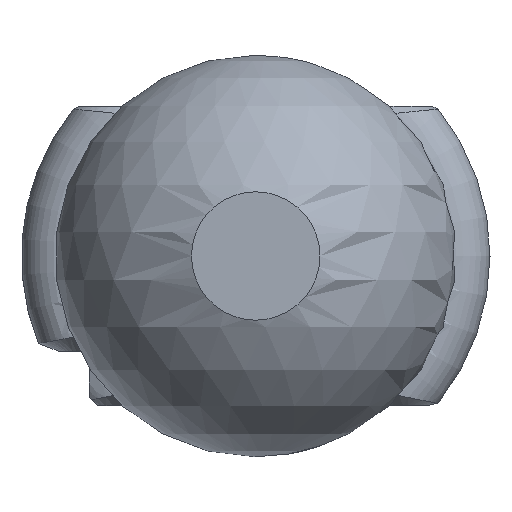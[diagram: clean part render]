
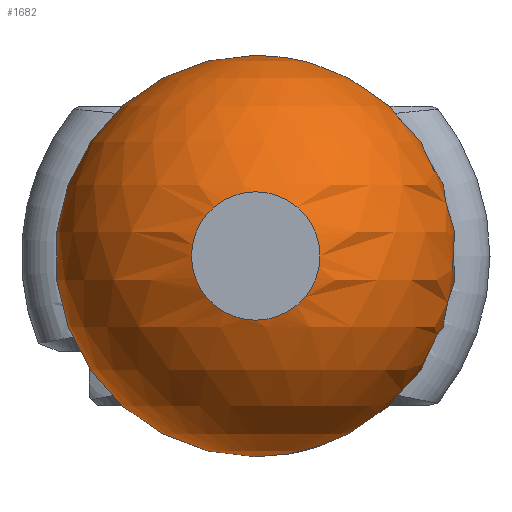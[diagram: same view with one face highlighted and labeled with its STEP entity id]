
A CAD part, left-side view. The second image highlights one B-rep face of the part: STEP entity #1682.
In plain terms, the highlighted spherical face has radius 4.763 mm.
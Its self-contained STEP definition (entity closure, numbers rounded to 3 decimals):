
#202 = FACE_OUTER_BOUND ( 'NONE', #3915, .T. ) ;
#267 = CIRCLE ( 'NONE', #3330, 1.523 ) ;
#271 = DIRECTION ( 'NONE',  ( -1., 0., 0. ) ) ;
#776 = ORIENTED_EDGE ( 'NONE', *, *, #1016, .T. ) ;
#841 = DIRECTION ( 'NONE',  ( 0., 1., 0. ) ) ;
#1016 = EDGE_CURVE ( 'NONE', #3496, #3496, #267, .T. ) ;
#1049 = AXIS2_PLACEMENT_3D ( 'NONE', #1700, #271, #1376 ) ;
#1102 = CARTESIAN_POINT ( 'NONE',  ( -25., 0., 0. ) ) ;
#1289 = EDGE_LOOP ( 'NONE', ( #1294 ) ) ;
#1294 = ORIENTED_EDGE ( 'NONE', *, *, #3243, .T. ) ;
#1376 = DIRECTION ( 'NONE',  ( 0., -1., 0. ) ) ;
#1508 = DIRECTION ( 'NONE',  ( 0., 0., 1. ) ) ;
#1666 = SPHERICAL_SURFACE ( 'NONE', #1927, 4.763 ) ;
#1682 = ADVANCED_FACE ( 'NONE', ( #2697, #202 ), #1666, .T. ) ;
#1700 = CARTESIAN_POINT ( 'NONE',  ( -21.371, 0., 0. ) ) ;
#1927 = AXIS2_PLACEMENT_3D ( 'NONE', #1102, #1508, #841 ) ;
#2020 = CARTESIAN_POINT ( 'NONE',  ( -29.513, 0., 1.523 ) ) ;
#2172 = VERTEX_POINT ( 'NONE', #3602 ) ;
#2612 = DIRECTION ( 'NONE',  ( 1., 0., 0. ) ) ;
#2697 = FACE_OUTER_BOUND ( 'NONE', #1289, .T. ) ;
#2979 = CIRCLE ( 'NONE', #1049, 3.085 ) ;
#3243 = EDGE_CURVE ( 'NONE', #2172, #2172, #2979, .T. ) ;
#3330 = AXIS2_PLACEMENT_3D ( 'NONE', #3377, #2612, #4460 ) ;
#3377 = CARTESIAN_POINT ( 'NONE',  ( -29.513, 0., 0. ) ) ;
#3496 = VERTEX_POINT ( 'NONE', #2020 ) ;
#3602 = CARTESIAN_POINT ( 'NONE',  ( -21.371, -3.085, 0. ) ) ;
#3915 = EDGE_LOOP ( 'NONE', ( #776 ) ) ;
#4460 = DIRECTION ( 'NONE',  ( 0., 0., 1. ) ) ;
